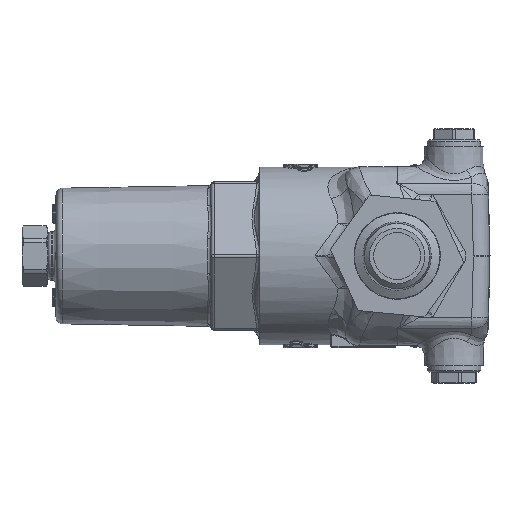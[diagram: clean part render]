
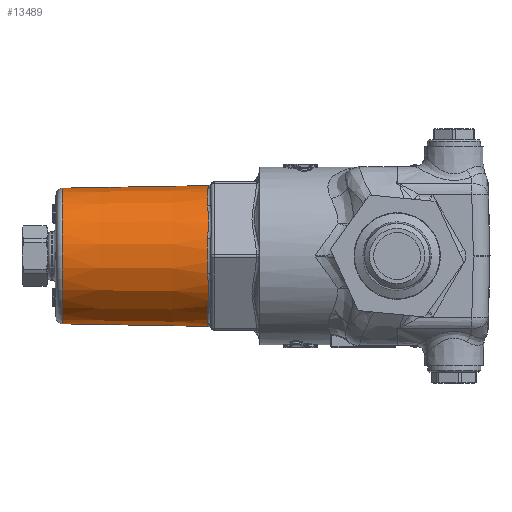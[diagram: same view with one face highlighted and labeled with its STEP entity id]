
A CAD part, left-side view. The second image highlights one B-rep face of the part: STEP entity #13489.
In plain terms, the highlighted conical face has half-angle 1 degrees and reference radius 21.55 mm.
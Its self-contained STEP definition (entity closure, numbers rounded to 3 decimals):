
#665=CONICAL_SURFACE('',#14473,21.55,0.017);
#1035=FACE_OUTER_BOUND('',#1913,.T.);
#1913=EDGE_LOOP('',(#9314,#9315,#9316,#9317,#9318,#9319,#9320,#9321,#9322,
#9323,#9324,#9325,#9326,#9327,#9328,#9329));
#2748=B_SPLINE_CURVE_WITH_KNOTS('',3,(#19481,#19482,#19483,#19484,#19485),
 .UNSPECIFIED.,.F.,.F.,(4,1,4),(-3.142,-1.346,0.),
 .UNSPECIFIED.);
#2749=B_SPLINE_CURVE_WITH_KNOTS('',3,(#19489,#19490,#19491,#19492,#19493,
#19494),.UNSPECIFIED.,.F.,.F.,(4,1,1,4),(-3.142,-1.346,
0.449,3.142),.UNSPECIFIED.);
#2750=B_SPLINE_CURVE_WITH_KNOTS('',3,(#19498,#19499,#19500,#19501,#19502,
#19503),.UNSPECIFIED.,.F.,.F.,(4,1,1,4),(-3.142,-1.346,
0.449,3.142),.UNSPECIFIED.);
#2751=B_SPLINE_CURVE_WITH_KNOTS('',3,(#19507,#19508,#19509,#19510,#19511,
#19512),.UNSPECIFIED.,.F.,.F.,(4,1,1,4),(-3.142,-1.346,
0.449,3.142),.UNSPECIFIED.);
#2752=B_SPLINE_CURVE_WITH_KNOTS('',3,(#19516,#19517,#19518,#19519,#19520,
#19521),.UNSPECIFIED.,.F.,.F.,(4,1,1,4),(-3.142,-1.346,
0.449,3.142),.UNSPECIFIED.);
#2753=B_SPLINE_CURVE_WITH_KNOTS('',3,(#19525,#19526,#19527,#19528,#19529,
#19530),.UNSPECIFIED.,.F.,.F.,(4,1,1,4),(-3.142,-1.346,
0.449,3.142),.UNSPECIFIED.);
#2754=B_SPLINE_CURVE_WITH_KNOTS('',3,(#19533,#19534,#19535,#19536,#19537),
 .UNSPECIFIED.,.F.,.F.,(4,1,4),(0.,0.449,
3.142),.UNSPECIFIED.);
#3853=CIRCLE('',#14391,21.034);
#3901=CIRCLE('',#14474,21.821);
#3902=CIRCLE('',#14475,21.821);
#3903=CIRCLE('',#14476,21.821);
#3904=CIRCLE('',#14477,21.821);
#3905=CIRCLE('',#14478,21.821);
#3906=CIRCLE('',#14479,21.821);
#4411=LINE('',#19479,#4866);
#4866=VECTOR('',#15831,21.55);
#5315=VERTEX_POINT('',#18218);
#5396=VERTEX_POINT('',#19478);
#5397=VERTEX_POINT('',#19480);
#5398=VERTEX_POINT('',#19486);
#5399=VERTEX_POINT('',#19488);
#5400=VERTEX_POINT('',#19495);
#5401=VERTEX_POINT('',#19497);
#5402=VERTEX_POINT('',#19504);
#5403=VERTEX_POINT('',#19506);
#5404=VERTEX_POINT('',#19513);
#5405=VERTEX_POINT('',#19515);
#5406=VERTEX_POINT('',#19522);
#5407=VERTEX_POINT('',#19524);
#5408=VERTEX_POINT('',#19531);
#6742=EDGE_CURVE('',#5315,#5315,#3853,.T.);
#6870=EDGE_CURVE('',#5315,#5396,#4411,.T.);
#6871=EDGE_CURVE('',#5397,#5396,#2748,.T.);
#6872=EDGE_CURVE('',#5398,#5397,#3901,.T.);
#6873=EDGE_CURVE('',#5399,#5398,#2749,.T.);
#6874=EDGE_CURVE('',#5400,#5399,#3902,.T.);
#6875=EDGE_CURVE('',#5401,#5400,#2750,.T.);
#6876=EDGE_CURVE('',#5402,#5401,#3903,.T.);
#6877=EDGE_CURVE('',#5403,#5402,#2751,.T.);
#6878=EDGE_CURVE('',#5404,#5403,#3904,.T.);
#6879=EDGE_CURVE('',#5405,#5404,#2752,.T.);
#6880=EDGE_CURVE('',#5406,#5405,#3905,.T.);
#6881=EDGE_CURVE('',#5407,#5406,#2753,.T.);
#6882=EDGE_CURVE('',#5408,#5407,#3906,.T.);
#6883=EDGE_CURVE('',#5396,#5408,#2754,.T.);
#9314=ORIENTED_EDGE('',*,*,#6742,.F.);
#9315=ORIENTED_EDGE('',*,*,#6870,.T.);
#9316=ORIENTED_EDGE('',*,*,#6871,.F.);
#9317=ORIENTED_EDGE('',*,*,#6872,.F.);
#9318=ORIENTED_EDGE('',*,*,#6873,.F.);
#9319=ORIENTED_EDGE('',*,*,#6874,.F.);
#9320=ORIENTED_EDGE('',*,*,#6875,.F.);
#9321=ORIENTED_EDGE('',*,*,#6876,.F.);
#9322=ORIENTED_EDGE('',*,*,#6877,.F.);
#9323=ORIENTED_EDGE('',*,*,#6878,.F.);
#9324=ORIENTED_EDGE('',*,*,#6879,.F.);
#9325=ORIENTED_EDGE('',*,*,#6880,.F.);
#9326=ORIENTED_EDGE('',*,*,#6881,.F.);
#9327=ORIENTED_EDGE('',*,*,#6882,.F.);
#9328=ORIENTED_EDGE('',*,*,#6883,.F.);
#9329=ORIENTED_EDGE('',*,*,#6870,.F.);
#13489=ADVANCED_FACE('',(#1035),#665,.T.);
#14391=AXIS2_PLACEMENT_3D('',#18220,#15637,#15638);
#14473=AXIS2_PLACEMENT_3D('',#19477,#15829,#15830);
#14474=AXIS2_PLACEMENT_3D('',#19487,#15832,#15833);
#14475=AXIS2_PLACEMENT_3D('',#19496,#15834,#15835);
#14476=AXIS2_PLACEMENT_3D('',#19505,#15836,#15837);
#14477=AXIS2_PLACEMENT_3D('',#19514,#15838,#15839);
#14478=AXIS2_PLACEMENT_3D('',#19523,#15840,#15841);
#14479=AXIS2_PLACEMENT_3D('',#19532,#15842,#15843);
#15637=DIRECTION('center_axis',(0.,1.,0.));
#15638=DIRECTION('ref_axis',(0.002,0.,
-1.));
#15829=DIRECTION('center_axis',(0.,-1.,0.));
#15830=DIRECTION('ref_axis',(-0.002,0.,
1.));
#15831=DIRECTION('',(0.,-1.,-0.017));
#15832=DIRECTION('center_axis',(0.,-1.,0.));
#15833=DIRECTION('ref_axis',(-0.002,0.,
1.));
#15834=DIRECTION('center_axis',(0.,-1.,0.));
#15835=DIRECTION('ref_axis',(-0.002,0.,
1.));
#15836=DIRECTION('center_axis',(0.,-1.,0.));
#15837=DIRECTION('ref_axis',(-0.002,0.,
1.));
#15838=DIRECTION('center_axis',(0.,-1.,0.));
#15839=DIRECTION('ref_axis',(-0.002,0.,
1.));
#15840=DIRECTION('center_axis',(0.,-1.,0.));
#15841=DIRECTION('ref_axis',(-0.002,0.,
1.));
#15842=DIRECTION('center_axis',(0.,-1.,0.));
#15843=DIRECTION('ref_axis',(-0.002,0.,
1.));
#18218=CARTESIAN_POINT('',(0.045,103.769,-21.034));
#18220=CARTESIAN_POINT('Origin',(0.,103.769,
0.));
#19477=CARTESIAN_POINT('Origin',(0.,74.2,0.));
#19478=CARTESIAN_POINT('',(0.047,58.505,-21.824));
#19479=CARTESIAN_POINT('',(0.046,74.2,-21.55));
#19480=CARTESIAN_POINT('',(-5.754,58.683,-21.048));
#19481=CARTESIAN_POINT('Ctrl Pts',(-5.754,58.683,-21.048));
#19482=CARTESIAN_POINT('Ctrl Pts',(-4.675,58.683,-21.343));
#19483=CARTESIAN_POINT('Ctrl Pts',(-2.75,58.564,-21.716));
#19484=CARTESIAN_POINT('Ctrl Pts',(-0.792,58.506,
-21.825));
#19485=CARTESIAN_POINT('Ctrl Pts',(0.047,58.505,
-21.824));
#19486=CARTESIAN_POINT('',(-15.285,58.683,-15.573));
#19487=CARTESIAN_POINT('Origin',(0.,58.683,
0.));
#19488=CARTESIAN_POINT('',(-21.105,58.683,-5.542));
#19489=CARTESIAN_POINT('Ctrl Pts',(-21.105,58.683,-5.542));
#19490=CARTESIAN_POINT('Ctrl Pts',(-20.821,58.683,-6.623));
#19491=CARTESIAN_POINT('Ctrl Pts',(-20.09,58.547,-8.741));
#19492=CARTESIAN_POINT('Ctrl Pts',(-18.252,58.449,-12.213));
#19493=CARTESIAN_POINT('Ctrl Pts',(-16.483,58.683,-14.397));
#19494=CARTESIAN_POINT('Ctrl Pts',(-15.285,58.683,-15.573));
#19495=CARTESIAN_POINT('',(-21.129,58.683,5.451));
#19496=CARTESIAN_POINT('Origin',(0.,58.683,
0.));
#19497=CARTESIAN_POINT('',(-15.352,58.683,15.507));
#19498=CARTESIAN_POINT('Ctrl Pts',(-15.352,58.683,15.507));
#19499=CARTESIAN_POINT('Ctrl Pts',(-16.147,58.683,14.72));
#19500=CARTESIAN_POINT('Ctrl Pts',(-17.615,58.547,13.028));
#19501=CARTESIAN_POINT('Ctrl Pts',(-19.703,58.449,9.7));
#19502=CARTESIAN_POINT('Ctrl Pts',(-20.71,58.683,7.076));
#19503=CARTESIAN_POINT('Ctrl Pts',(-21.129,58.683,5.451));
#19504=CARTESIAN_POINT('',(-5.844,58.683,21.024));
#19505=CARTESIAN_POINT('Origin',(0.,58.683,
0.));
#19506=CARTESIAN_POINT('',(5.754,58.683,21.048));
#19507=CARTESIAN_POINT('Ctrl Pts',(5.754,58.683,21.048));
#19508=CARTESIAN_POINT('Ctrl Pts',(4.675,58.683,21.343));
#19509=CARTESIAN_POINT('Ctrl Pts',(2.475,58.547,21.769));
#19510=CARTESIAN_POINT('Ctrl Pts',(-1.451,58.449,21.913));
#19511=CARTESIAN_POINT('Ctrl Pts',(-4.227,58.683,21.473));
#19512=CARTESIAN_POINT('Ctrl Pts',(-5.844,58.683,21.024));
#19513=CARTESIAN_POINT('',(15.285,58.683,15.573));
#19514=CARTESIAN_POINT('Origin',(0.,58.683,
0.));
#19515=CARTESIAN_POINT('',(21.105,58.683,5.542));
#19516=CARTESIAN_POINT('Ctrl Pts',(21.105,58.683,5.542));
#19517=CARTESIAN_POINT('Ctrl Pts',(20.821,58.683,6.623));
#19518=CARTESIAN_POINT('Ctrl Pts',(20.09,58.547,8.741));
#19519=CARTESIAN_POINT('Ctrl Pts',(18.252,58.449,12.213));
#19520=CARTESIAN_POINT('Ctrl Pts',(16.483,58.683,14.397));
#19521=CARTESIAN_POINT('Ctrl Pts',(15.285,58.683,15.573));
#19522=CARTESIAN_POINT('',(21.129,58.683,-5.451));
#19523=CARTESIAN_POINT('Origin',(0.,58.683,
0.));
#19524=CARTESIAN_POINT('',(15.352,58.683,-15.507));
#19525=CARTESIAN_POINT('Ctrl Pts',(15.352,58.683,-15.507));
#19526=CARTESIAN_POINT('Ctrl Pts',(16.147,58.683,-14.72));
#19527=CARTESIAN_POINT('Ctrl Pts',(17.615,58.547,-13.028));
#19528=CARTESIAN_POINT('Ctrl Pts',(19.703,58.449,-9.7));
#19529=CARTESIAN_POINT('Ctrl Pts',(20.71,58.683,-7.076));
#19530=CARTESIAN_POINT('Ctrl Pts',(21.129,58.683,-5.451));
#19531=CARTESIAN_POINT('',(5.844,58.683,-21.024));
#19532=CARTESIAN_POINT('Origin',(0.,58.683,
0.));
#19533=CARTESIAN_POINT('Ctrl Pts',(0.047,58.505,
-21.824));
#19534=CARTESIAN_POINT('Ctrl Pts',(0.327,58.504,-21.823));
#19535=CARTESIAN_POINT('Ctrl Pts',(2.284,58.519,-21.781));
#19536=CARTESIAN_POINT('Ctrl Pts',(4.227,58.683,-21.473));
#19537=CARTESIAN_POINT('Ctrl Pts',(5.844,58.683,-21.024));
